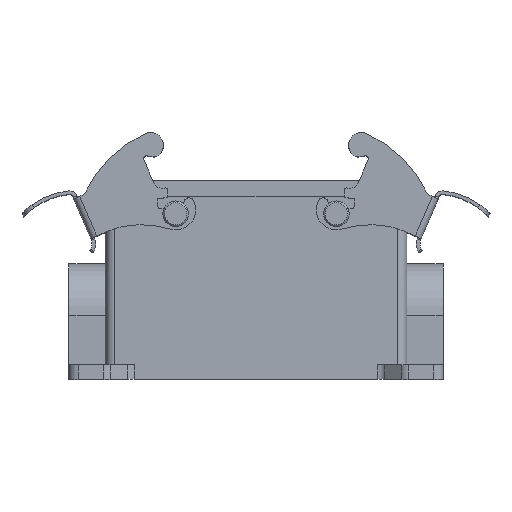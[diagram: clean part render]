
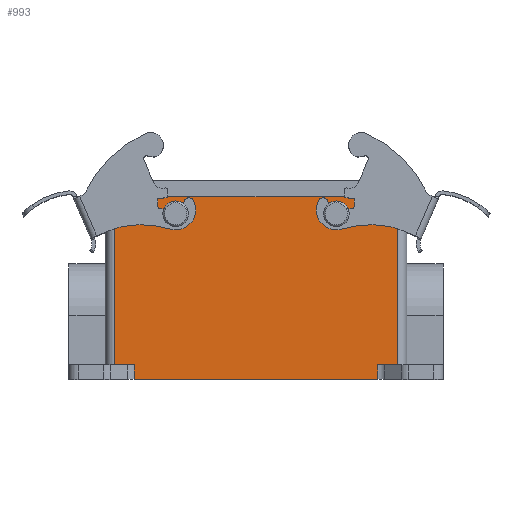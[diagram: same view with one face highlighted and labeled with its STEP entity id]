
A CAD part, top view. The second image highlights one B-rep face of the part: STEP entity #993.
In plain terms, the highlighted planar face has unit normal (0, 0, 1).
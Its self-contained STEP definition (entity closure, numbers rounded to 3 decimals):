
#734 = ORIENTED_EDGE ( 'NONE', *, *, #874, .T. ) ;
#737 = EDGE_CURVE ( 'NONE', #5794, #5794, #7503, .T. ) ;
#744 = ORIENTED_EDGE ( 'NONE', *, *, #991, .F. ) ;
#745 = EDGE_CURVE ( 'NONE', #828, #992, #7437, .T. ) ;
#749 = ORIENTED_EDGE ( 'NONE', *, *, #745, .T. ) ;
#750 = ORIENTED_EDGE ( 'NONE', *, *, #901, .F. ) ;
#756 = ORIENTED_EDGE ( 'NONE', *, *, #766, .F. ) ;
#757 = EDGE_CURVE ( 'NONE', #827, #875, #7497, .T. ) ;
#760 = EDGE_CURVE ( 'NONE', #875, #876, #7420, .T. ) ;
#766 = EDGE_CURVE ( 'NONE', #827, #858, #7386, .T. ) ;
#770 = EDGE_LOOP ( 'NONE', ( #906, #734, #750, #825, #749, #744, #756, #903 ) ) ;
#771 = EDGE_CURVE ( 'NONE', #5798, #5798, #7388, .T. ) ;
#783 = ORIENTED_EDGE ( 'NONE', *, *, #771, .F. ) ;
#787 = EDGE_LOOP ( 'NONE', ( #837 ) ) ;
#825 = ORIENTED_EDGE ( 'NONE', *, *, #826, .T. ) ;
#826 = EDGE_CURVE ( 'NONE', #857, #828, #7567, .T. ) ;
#827 = VERTEX_POINT ( 'NONE', #7571 ) ;
#828 = VERTEX_POINT ( 'NONE', #7684 ) ;
#836 = VERTEX_POINT ( 'NONE', #7556 ) ;
#837 = ORIENTED_EDGE ( 'NONE', *, *, #737, .F. ) ;
#857 = VERTEX_POINT ( 'NONE', #7681 ) ;
#858 = VERTEX_POINT ( 'NONE', #7674 ) ;
#869 = EDGE_LOOP ( 'NONE', ( #783 ) ) ;
#874 = EDGE_CURVE ( 'NONE', #876, #836, #7772, .T. ) ;
#875 = VERTEX_POINT ( 'NONE', #7676 ) ;
#876 = VERTEX_POINT ( 'NONE', #7675 ) ;
#901 = EDGE_CURVE ( 'NONE', #857, #836, #7779, .T. ) ;
#903 = ORIENTED_EDGE ( 'NONE', *, *, #757, .T. ) ;
#906 = ORIENTED_EDGE ( 'NONE', *, *, #760, .T. ) ;
#991 = EDGE_CURVE ( 'NONE', #858, #992, #7953, .T. ) ;
#992 = VERTEX_POINT ( 'NONE', #7950 ) ;
#993 = ADVANCED_FACE ( 'NONE', ( #7949, #7951, #7925 ), #7931, .F. ) ;
#5794 = VERTEX_POINT ( 'NONE', #5817 ) ;
#5797 = CARTESIAN_POINT ( 'NONE',  ( 79.875, 51.725, -6.5 ) ) ;
#5798 = VERTEX_POINT ( 'NONE', #5797 ) ;
#5817 = CARTESIAN_POINT ( 'NONE',  ( 29.625, 51.725, -6.5 ) ) ;
#7350 = DIRECTION ( 'NONE',  ( 0., -1., 0. ) ) ;
#7351 = VECTOR ( 'NONE', #7350, 1000. ) ;
#7353 = CARTESIAN_POINT ( 'NONE',  ( 14.375, 4.5, -6.5 ) ) ;
#7365 = CARTESIAN_POINT ( 'NONE',  ( 14.375, 57., -6.5 ) ) ;
#7384 = DIRECTION ( 'NONE',  ( 1., 0., 0. ) ) ;
#7385 = VECTOR ( 'NONE', #7384, 1000. ) ;
#7386 = LINE ( 'NONE', #7424, #7385 ) ;
#7388 = CIRCLE ( 'NONE', #7477, 3.75 ) ;
#7418 = DIRECTION ( 'NONE',  ( 1., 0., 0. ) ) ;
#7419 = VECTOR ( 'NONE', #7418, 1000. ) ;
#7420 = LINE ( 'NONE', #7353, #7419 ) ;
#7424 = CARTESIAN_POINT ( 'NONE',  ( 14.375, 57., -6.5 ) ) ;
#7435 = DIRECTION ( 'NONE',  ( 1., 0., 0. ) ) ;
#7436 = VECTOR ( 'NONE', #7435, 1000. ) ;
#7437 = LINE ( 'NONE', #7489, #7436 ) ;
#7474 = DIRECTION ( 'NONE',  ( -1., 0., 0. ) ) ;
#7475 = DIRECTION ( 'NONE',  ( 0., 0., 1. ) ) ;
#7476 = CARTESIAN_POINT ( 'NONE',  ( 83.625, 51.725, -6.5 ) ) ;
#7477 = AXIS2_PLACEMENT_3D ( 'NONE', #7476, #7475, #7474 ) ;
#7489 = CARTESIAN_POINT ( 'NONE',  ( 14.375, 4.5, -6.5 ) ) ;
#7491 = DIRECTION ( 'NONE',  ( -1., 0., 0. ) ) ;
#7492 = DIRECTION ( 'NONE',  ( 0., 0., 1. ) ) ;
#7497 = LINE ( 'NONE', #7365, #7351 ) ;
#7503 = CIRCLE ( 'NONE', #7510, 3.75 ) ;
#7510 = AXIS2_PLACEMENT_3D ( 'NONE', #7514, #7492, #7491 ) ;
#7514 = CARTESIAN_POINT ( 'NONE',  ( 33.375, 51.725, -6.5 ) ) ;
#7556 = CARTESIAN_POINT ( 'NONE',  ( 20.398, 0., -6.5 ) ) ;
#7563 = DIRECTION ( 'NONE',  ( 0., 1., 0. ) ) ;
#7564 = VECTOR ( 'NONE', #7563, 1000. ) ;
#7565 = CARTESIAN_POINT ( 'NONE',  ( 96.602, 4.5, -6.5 ) ) ;
#7567 = LINE ( 'NONE', #7565, #7564 ) ;
#7571 = CARTESIAN_POINT ( 'NONE',  ( 14.375, 57., -6.5 ) ) ;
#7674 = CARTESIAN_POINT ( 'NONE',  ( 102.625, 57., -6.5 ) ) ;
#7675 = CARTESIAN_POINT ( 'NONE',  ( 20.398, 4.5, -6.5 ) ) ;
#7676 = CARTESIAN_POINT ( 'NONE',  ( 14.375, 4.5, -6.5 ) ) ;
#7681 = CARTESIAN_POINT ( 'NONE',  ( 96.602, 0., -6.5 ) ) ;
#7684 = CARTESIAN_POINT ( 'NONE',  ( 96.602, 4.5, -6.5 ) ) ;
#7769 = DIRECTION ( 'NONE',  ( 0., -1., 0. ) ) ;
#7770 = VECTOR ( 'NONE', #7769, 1000. ) ;
#7771 = CARTESIAN_POINT ( 'NONE',  ( 20.398, 0., -6.5 ) ) ;
#7772 = LINE ( 'NONE', #7771, #7770 ) ;
#7773 = DIRECTION ( 'NONE',  ( -1., 0., 0. ) ) ;
#7779 = LINE ( 'NONE', #7795, #7784 ) ;
#7784 = VECTOR ( 'NONE', #7773, 1000. ) ;
#7795 = CARTESIAN_POINT ( 'NONE',  ( 19.25, 0., -6.5 ) ) ;
#7909 = DIRECTION ( 'NONE',  ( 0., 0., -1. ) ) ;
#7924 = CARTESIAN_POINT ( 'NONE',  ( 102.625, 57., -6.5 ) ) ;
#7925 = FACE_BOUND ( 'NONE', #869, .T. ) ;
#7926 = DIRECTION ( 'NONE',  ( 0., -1., 0. ) ) ;
#7928 = CARTESIAN_POINT ( 'NONE',  ( 14.375, 57., -6.5 ) ) ;
#7931 = PLANE ( 'NONE',  #7942 ) ;
#7942 = AXIS2_PLACEMENT_3D ( 'NONE', #7928, #7909, #7986 ) ;
#7949 = FACE_BOUND ( 'NONE', #787, .T. ) ;
#7950 = CARTESIAN_POINT ( 'NONE',  ( 102.625, 4.5, -6.5 ) ) ;
#7951 = FACE_OUTER_BOUND ( 'NONE', #770, .T. ) ;
#7952 = VECTOR ( 'NONE', #7926, 1000. ) ;
#7953 = LINE ( 'NONE', #7924, #7952 ) ;
#7986 = DIRECTION ( 'NONE',  ( -1., 0., 0. ) ) ;
